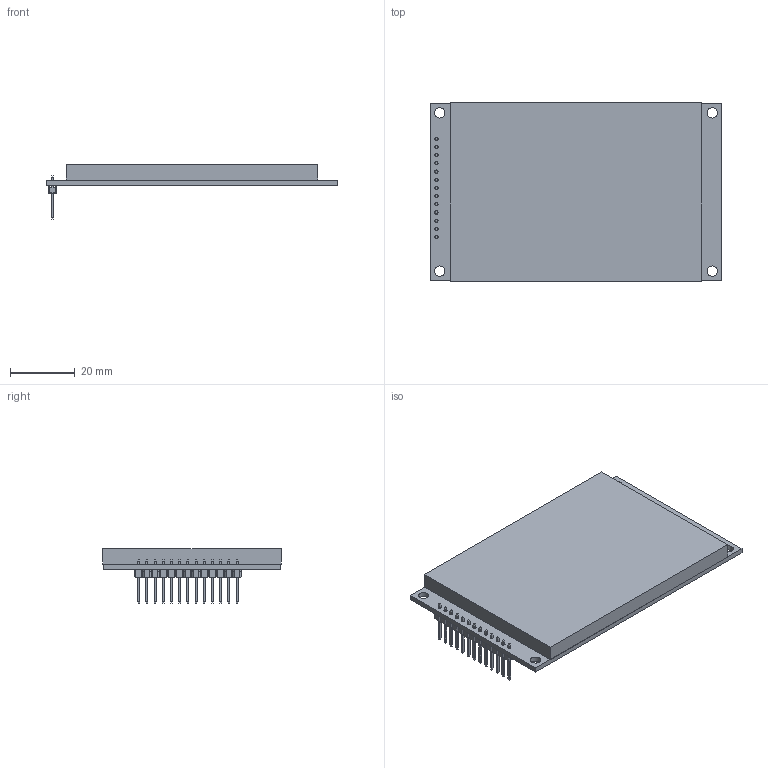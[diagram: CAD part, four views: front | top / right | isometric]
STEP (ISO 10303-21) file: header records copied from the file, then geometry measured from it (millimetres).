
FILE_DESCRIPTION(/* description */ ('','CAx-IF Rec.Pracs.---Representation and Presentation of Product Manufacturing Information (PMI)---4.0---2014-10-13'),/* implementation_level */ '2;1');
FILE_NAME(/* name */ '3.2 TFT SPI Module MSP3223 v2.step',/* time_stamp */ '2025-03-07T11:33:14+01:00',/* author */ (''),/* organization */ (''),/* preprocessor_version */ 'ST-DEVELOPER v20',/* originating_system */ 'Autodesk Translation Framework v13.20.0.188',/* authorisation */ '');
FILE_SCHEMA (('AP242_MANAGED_MODEL_BASED_3D_ENGINEERING_MIM_LF { 1 0 10303 442 1 1 4 }'));
Length unit declared in the file: millimetre
Products named in the file (2): 3.2 TFT SPI Module MSP3223; 1x13 Male Pin Header
Assembly tree (1 placements, depth 2):
  3.2 TFT SPI Module MSP3223
    1x13 Male Pin Header
Bounding box: 90.5 x 55.24 x 16.92 mm (x, y, z)
Volume: 28568.9 mm3; surface area: 21245.9 mm2
Topology: 16 solids, 16 shells, 531 faces, 1363 edges, 864 vertices
Faces by surface type: plane 514, cylinder 17
Full cylindrical faces by diameter (mm): 1 x13, 3.2 x4
Entity records: 15807 total; most frequent: CARTESIAN_POINT 2761, ORIENTED_EDGE 2726, DIRECTION 2465, EDGE_CURVE 1363, LINE 1329, VECTOR 1329, VERTEX_POINT 864, EDGE_LOOP 591
